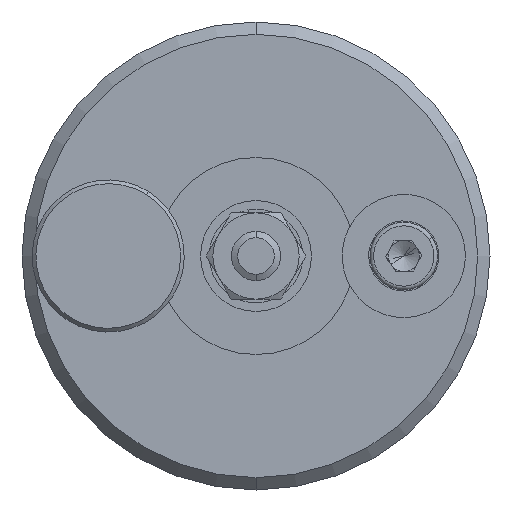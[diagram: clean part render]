
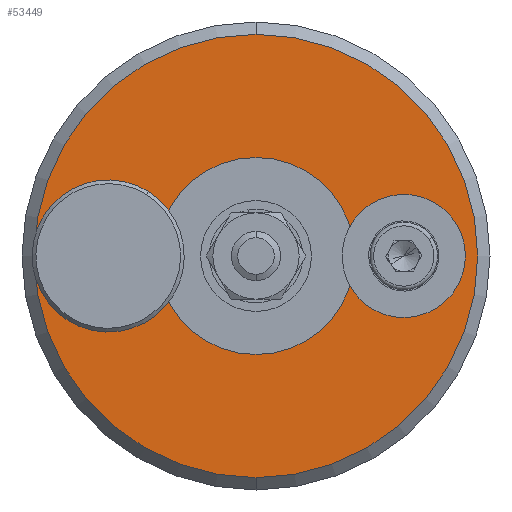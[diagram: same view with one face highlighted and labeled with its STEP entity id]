
A CAD part, front view. The second image highlights one B-rep face of the part: STEP entity #53449.
In plain terms, the highlighted face is planar.
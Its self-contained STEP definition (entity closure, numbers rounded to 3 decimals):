
#895 = CIRCLE ( 'NONE', #59330, 18. ) ;
#1424 = DIRECTION ( 'NONE',  ( -1., 0., 0. ) ) ;
#1529 = CARTESIAN_POINT ( 'NONE',  ( 0., 19., -22. ) ) ;
#1979 = AXIS2_PLACEMENT_3D ( 'NONE', #24964, #31903, #1424 ) ;
#2153 = DIRECTION ( 'NONE',  ( 1., 0., 0. ) ) ;
#2651 = EDGE_CURVE ( 'NONE', #70107, #55003, #38264, .T. ) ;
#2833 = EDGE_LOOP ( 'NONE', ( #8001, #67464 ) ) ;
#2838 = EDGE_CURVE ( 'NONE', #4219, #5567, #23874, .T. ) ;
#3229 = AXIS2_PLACEMENT_3D ( 'NONE', #15863, #11038, #28668 ) ;
#4219 = VERTEX_POINT ( 'NONE', #16432 ) ;
#5567 = VERTEX_POINT ( 'NONE', #42978 ) ;
#7228 = CARTESIAN_POINT ( 'NONE',  ( -1.25, 12., -22. ) ) ;
#8001 = ORIENTED_EDGE ( 'NONE', *, *, #55965, .F. ) ;
#8095 = ORIENTED_EDGE ( 'NONE', *, *, #17782, .T. ) ;
#8609 = DIRECTION ( 'NONE',  ( 0., 0., -1. ) ) ;
#11038 = DIRECTION ( 'NONE',  ( 0., 0., -1. ) ) ;
#12377 = DIRECTION ( 'NONE',  ( -1., 0., 0. ) ) ;
#13275 = AXIS2_PLACEMENT_3D ( 'NONE', #54751, #66135, #12377 ) ;
#14090 = CIRCLE ( 'NONE', #77545, 8. ) ;
#14265 = CARTESIAN_POINT ( 'NONE',  ( 0., 0., -22. ) ) ;
#14270 = CIRCLE ( 'NONE', #45814, 18. ) ;
#15863 = CARTESIAN_POINT ( 'NONE',  ( 0., -12., -22. ) ) ;
#16432 = CARTESIAN_POINT ( 'NONE',  ( -1.25, -12., -22. ) ) ;
#17620 = FACE_BOUND ( 'NONE', #2833, .T. ) ;
#17782 = EDGE_CURVE ( 'NONE', #54206, #75573, #14090, .T. ) ;
#20408 = CARTESIAN_POINT ( 'NONE',  ( 0., -12., -22. ) ) ;
#23874 = CIRCLE ( 'NONE', #39380, 1.25 ) ;
#24706 = AXIS2_PLACEMENT_3D ( 'NONE', #26506, #68996, #2153 ) ;
#24964 = CARTESIAN_POINT ( 'NONE',  ( 0., 12., -22. ) ) ;
#26506 = CARTESIAN_POINT ( 'NONE',  ( 0., 0., -22. ) ) ;
#26914 = DIRECTION ( 'NONE',  ( 1., 0., 0. ) ) ;
#27538 = AXIS2_PLACEMENT_3D ( 'NONE', #1529, #33055, #26914 ) ;
#28091 = FACE_BOUND ( 'NONE', #44171, .T. ) ;
#28668 = DIRECTION ( 'NONE',  ( -1., 0., 0. ) ) ;
#31253 = CARTESIAN_POINT ( 'NONE',  ( 0., 0., -22. ) ) ;
#31903 = DIRECTION ( 'NONE',  ( 0., 0., -1. ) ) ;
#32436 = DIRECTION ( 'NONE',  ( 0., 0., 1. ) ) ;
#33055 = DIRECTION ( 'NONE',  ( 0., 0., 1. ) ) ;
#33967 = EDGE_LOOP ( 'NONE', ( #61164, #72139 ) ) ;
#35043 = EDGE_CURVE ( 'NONE', #75573, #54206, #72877, .T. ) ;
#35352 = CARTESIAN_POINT ( 'NONE',  ( -18., 0., -22. ) ) ;
#36341 = EDGE_CURVE ( 'NONE', #5567, #4219, #71972, .T. ) ;
#36926 = CARTESIAN_POINT ( 'NONE',  ( 18., 0., -22. ) ) ;
#38264 = CIRCLE ( 'NONE', #1979, 1.25 ) ;
#39380 = AXIS2_PLACEMENT_3D ( 'NONE', #20408, #8609, #51246 ) ;
#42978 = CARTESIAN_POINT ( 'NONE',  ( 1.25, -12., -22. ) ) ;
#43843 = DIRECTION ( 'NONE',  ( 1., 0., 0. ) ) ;
#44171 = EDGE_LOOP ( 'NONE', ( #72322, #45601 ) ) ;
#45601 = ORIENTED_EDGE ( 'NONE', *, *, #36341, .F. ) ;
#45814 = AXIS2_PLACEMENT_3D ( 'NONE', #31253, #73728, #73991 ) ;
#50125 = VERTEX_POINT ( 'NONE', #36926 ) ;
#51246 = DIRECTION ( 'NONE',  ( -1., 0., 0. ) ) ;
#52806 = FACE_OUTER_BOUND ( 'NONE', #33967, .T. ) ;
#53449 = ADVANCED_FACE ( 'NONE', ( #52806, #28091, #17620, #65133 ), #56970, .F. ) ;
#54206 = VERTEX_POINT ( 'NONE', #61123 ) ;
#54512 = CIRCLE ( 'NONE', #13275, 1.25 ) ;
#54751 = CARTESIAN_POINT ( 'NONE',  ( 0., 12., -22. ) ) ;
#55003 = VERTEX_POINT ( 'NONE', #7228 ) ;
#55965 = EDGE_CURVE ( 'NONE', #55003, #70107, #54512, .T. ) ;
#56970 = PLANE ( 'NONE',  #27538 ) ;
#59330 = AXIS2_PLACEMENT_3D ( 'NONE', #72274, #66677, #78407 ) ;
#59970 = EDGE_CURVE ( 'NONE', #50125, #77697, #895, .T. ) ;
#61123 = CARTESIAN_POINT ( 'NONE',  ( 8., 0., -22. ) ) ;
#61164 = ORIENTED_EDGE ( 'NONE', *, *, #59970, .T. ) ;
#65133 = FACE_BOUND ( 'NONE', #69168, .T. ) ;
#65742 = EDGE_CURVE ( 'NONE', #77697, #50125, #14270, .T. ) ;
#66135 = DIRECTION ( 'NONE',  ( 0., 0., -1. ) ) ;
#66677 = DIRECTION ( 'NONE',  ( 0., 0., -1. ) ) ;
#67464 = ORIENTED_EDGE ( 'NONE', *, *, #2651, .F. ) ;
#68996 = DIRECTION ( 'NONE',  ( 0., 0., 1. ) ) ;
#69168 = EDGE_LOOP ( 'NONE', ( #8095, #72716 ) ) ;
#70107 = VERTEX_POINT ( 'NONE', #75230 ) ;
#71218 = CARTESIAN_POINT ( 'NONE',  ( -8., 0., -22. ) ) ;
#71972 = CIRCLE ( 'NONE', #3229, 1.25 ) ;
#72139 = ORIENTED_EDGE ( 'NONE', *, *, #65742, .T. ) ;
#72274 = CARTESIAN_POINT ( 'NONE',  ( 0., 0., -22. ) ) ;
#72322 = ORIENTED_EDGE ( 'NONE', *, *, #2838, .F. ) ;
#72716 = ORIENTED_EDGE ( 'NONE', *, *, #35043, .T. ) ;
#72877 = CIRCLE ( 'NONE', #24706, 8. ) ;
#73728 = DIRECTION ( 'NONE',  ( 0., 0., -1. ) ) ;
#73991 = DIRECTION ( 'NONE',  ( 1., 0., 0. ) ) ;
#75230 = CARTESIAN_POINT ( 'NONE',  ( 1.25, 12., -22. ) ) ;
#75573 = VERTEX_POINT ( 'NONE', #71218 ) ;
#77545 = AXIS2_PLACEMENT_3D ( 'NONE', #14265, #32436, #43843 ) ;
#77697 = VERTEX_POINT ( 'NONE', #35352 ) ;
#78407 = DIRECTION ( 'NONE',  ( 1., 0., 0. ) ) ;
